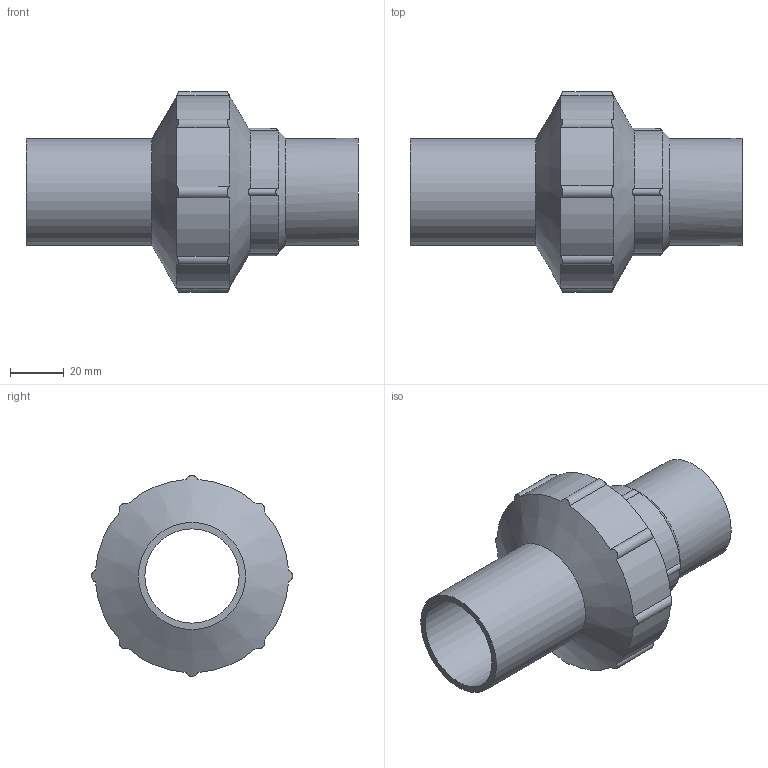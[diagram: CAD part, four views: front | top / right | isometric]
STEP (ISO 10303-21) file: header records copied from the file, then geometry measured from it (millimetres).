
FILE_DESCRIPTION( ( 'STEP AP203' ), '1' );
FILE_NAME( '30024504021(architecture400).stp', '2022-04-11T06:59:03', ( 'License CC BY-ND 4.0' ), ( 'CADENAS' ), ' ', 'PARTsolutions', ' ' );
FILE_SCHEMA( ( 'CONFIG_CONTROL_DESIGN' ) );
Length unit declared in the file: millimetre
Products named in the file (1): _30024504021(architecture400)
Bounding box: 124 x 75 x 75 mm (x, y, z)
Volume: 119910.1 mm3; surface area: 36466.2 mm2
Topology: 1 solids, 1 shells, 32 faces, 87 edges, 57 vertices
Faces by surface type: cylinder 27, cone 3, plane 2
Full cylindrical faces by diameter (mm): 35.2 x1, 40 x2
Entity records: 1490 total; most frequent: CARTESIAN_POINT 695, ORIENTED_EDGE 156, DIRECTION 150, EDGE_CURVE 78, AXIS2_PLACEMENT_3D 63, VERTEX_POINT 54, EDGE_LOOP 40, FACE_OUTER_BOUND 35
